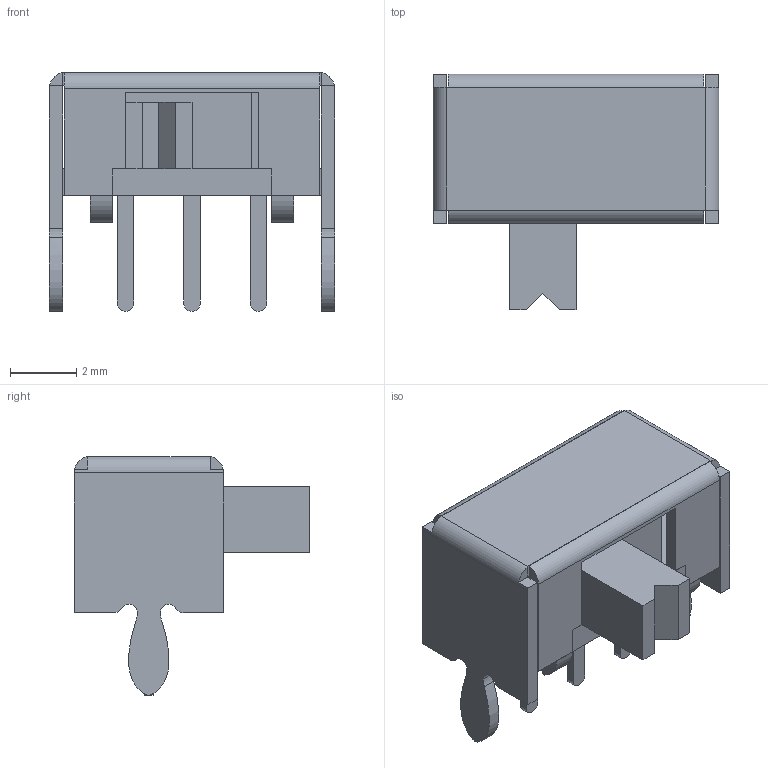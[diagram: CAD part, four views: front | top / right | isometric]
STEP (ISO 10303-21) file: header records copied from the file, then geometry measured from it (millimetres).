
FILE_DESCRIPTION (( 'STEP AP214' ), '1' );
FILE_NAME ('SW-TH_L8.7-W4.4-H4.0-P2.0.step', '2022-07-26T17:16:26', ( '' ), ( '' ), 'SwSTEP 2.0', 'SolidWorks 2020', '' );
FILE_SCHEMA (( 'AUTOMOTIVE_DESIGN' ));
Length unit declared in the file: millimetre
Products named in the file (1): SW-TH_L8.7-W4.4-H4.0-P2.0
Bounding box: 8.6 x 7.1 x 7.19 mm (x, y, z)
Volume: 110.9 mm3; surface area: 473.1 mm2
Topology: 28 solids, 28 shells, 436 faces, 1119 edges, 746 vertices
Faces by surface type: plane 286, bspline 124, cylinder 26
Entity records: 19012 total; most frequent: CARTESIAN_POINT 4754, ORIENTED_EDGE 2238, DIRECTION 1549, EDGE_CURVE 1119, VECTOR 811, LINE 811, VERTEX_POINT 746, EDGE_LOOP 455
